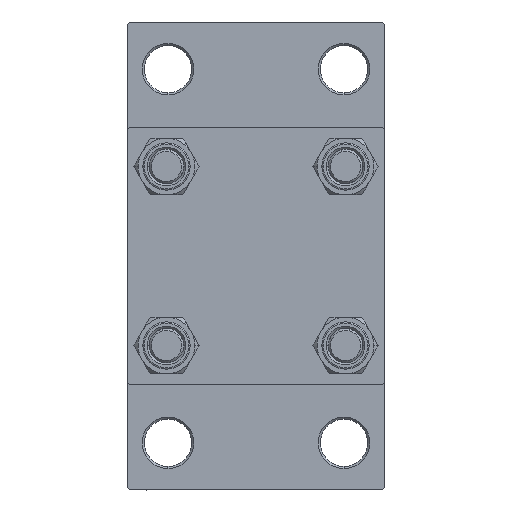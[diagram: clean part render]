
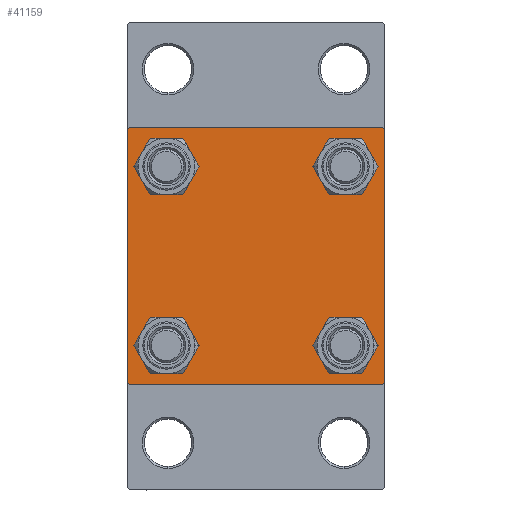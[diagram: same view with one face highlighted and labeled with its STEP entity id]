
A CAD part, left-side view. The second image highlights one B-rep face of the part: STEP entity #41159.
In plain terms, the highlighted planar face has unit normal (-1, 0, 0).
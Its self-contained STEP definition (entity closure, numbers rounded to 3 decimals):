
#1376 = CARTESIAN_POINT ( 'NONE',  ( 0., -29.75, -29.75 ) ) ;
#1925 = AXIS2_PLACEMENT_3D ( 'NONE', #36819, #4057, #18657 ) ;
#2547 = VECTOR ( 'NONE', #44112, 1000. ) ;
#3502 = CIRCLE ( 'NONE', #27170, 4.5 ) ;
#3675 = VERTEX_POINT ( 'NONE', #46034 ) ;
#3738 = CARTESIAN_POINT ( 'NONE',  ( 0., 29.75, -29.75 ) ) ;
#3979 = ORIENTED_EDGE ( 'NONE', *, *, #35316, .T. ) ;
#4057 = DIRECTION ( 'NONE',  ( -1., 0., 0. ) ) ;
#4529 = FACE_BOUND ( 'NONE', #24492, .T. ) ;
#4870 = CARTESIAN_POINT ( 'NONE',  ( 0., 30., 30. ) ) ;
#4963 = EDGE_CURVE ( 'NONE', #3675, #15696, #22704, .T. ) ;
#5825 = ORIENTED_EDGE ( 'NONE', *, *, #4963, .T. ) ;
#6004 = EDGE_LOOP ( 'NONE', ( #5825, #33152 ) ) ;
#6274 = EDGE_CURVE ( 'NONE', #25447, #35181, #20354, .T. ) ;
#6951 = CIRCLE ( 'NONE', #45086, 4.5 ) ;
#7772 = VECTOR ( 'NONE', #28505, 1000. ) ;
#7887 = FACE_BOUND ( 'NONE', #6004, .T. ) ;
#8269 = LINE ( 'NONE', #25977, #37056 ) ;
#8474 = CARTESIAN_POINT ( 'NONE',  ( 0., -20.85, 25.35 ) ) ;
#8664 = EDGE_CURVE ( 'NONE', #45404, #11770, #34121, .T. ) ;
#9861 = CARTESIAN_POINT ( 'NONE',  ( 0., 30., -30. ) ) ;
#9909 = VERTEX_POINT ( 'NONE', #23572 ) ;
#9944 = EDGE_LOOP ( 'NONE', ( #21931, #25124 ) ) ;
#10199 = VERTEX_POINT ( 'NONE', #45224 ) ;
#10944 = DIRECTION ( 'NONE',  ( 0., 0., 1. ) ) ;
#11017 = VERTEX_POINT ( 'NONE', #16094 ) ;
#11764 = DIRECTION ( 'NONE',  ( 0., 0.707, 0.707 ) ) ;
#11770 = VERTEX_POINT ( 'NONE', #37786 ) ;
#11839 = DIRECTION ( 'NONE',  ( 1., 0., 0. ) ) ;
#11959 = DIRECTION ( 'NONE',  ( 1., 0., 0. ) ) ;
#12207 = DIRECTION ( 'NONE',  ( 0., 0., 1. ) ) ;
#12961 = LINE ( 'NONE', #9861, #7772 ) ;
#13654 = DIRECTION ( 'NONE',  ( 0., 0.707, -0.707 ) ) ;
#14779 = VERTEX_POINT ( 'NONE', #31312 ) ;
#14882 = CARTESIAN_POINT ( 'NONE',  ( 0., -20.85, 16.35 ) ) ;
#14897 = LINE ( 'NONE', #37114, #45601 ) ;
#15277 = ORIENTED_EDGE ( 'NONE', *, *, #6274, .T. ) ;
#15696 = VERTEX_POINT ( 'NONE', #31324 ) ;
#16040 = CARTESIAN_POINT ( 'NONE',  ( 0., -20.85, 20.85 ) ) ;
#16094 = CARTESIAN_POINT ( 'NONE',  ( 0., 20.85, 16.35 ) ) ;
#16343 = DIRECTION ( 'NONE',  ( 1., 0., 0. ) ) ;
#16392 = DIRECTION ( 'NONE',  ( 0., 0., -1. ) ) ;
#16922 = CARTESIAN_POINT ( 'NONE',  ( 0., 29.5, 30. ) ) ;
#18055 = EDGE_CURVE ( 'NONE', #43547, #14779, #14897, .T. ) ;
#18112 = ORIENTED_EDGE ( 'NONE', *, *, #40681, .T. ) ;
#18657 = DIRECTION ( 'NONE',  ( 0., 0., 1. ) ) ;
#18733 = CARTESIAN_POINT ( 'NONE',  ( 0., -30., 29.5 ) ) ;
#19013 = LINE ( 'NONE', #4870, #27375 ) ;
#19019 = CARTESIAN_POINT ( 'NONE',  ( 0., 20.85, 20.85 ) ) ;
#19190 = AXIS2_PLACEMENT_3D ( 'NONE', #16040, #11959, #12207 ) ;
#19250 = DIRECTION ( 'NONE',  ( 0., 0., 1. ) ) ;
#19290 = CIRCLE ( 'NONE', #26932, 4.5 ) ;
#19476 = DIRECTION ( 'NONE',  ( 0., -1., 0. ) ) ;
#20337 = ORIENTED_EDGE ( 'NONE', *, *, #41603, .T. ) ;
#20354 = LINE ( 'NONE', #31590, #44895 ) ;
#20467 = LINE ( 'NONE', #27866, #26728 ) ;
#20743 = ORIENTED_EDGE ( 'NONE', *, *, #26150, .T. ) ;
#20803 = VERTEX_POINT ( 'NONE', #21540 ) ;
#21390 = DIRECTION ( 'NONE',  ( 1., 0., 0. ) ) ;
#21540 = CARTESIAN_POINT ( 'NONE',  ( 0., 30., -29.5 ) ) ;
#21796 = ORIENTED_EDGE ( 'NONE', *, *, #8664, .T. ) ;
#21931 = ORIENTED_EDGE ( 'NONE', *, *, #25770, .T. ) ;
#22146 = DIRECTION ( 'NONE',  ( 1., 0., 0. ) ) ;
#22248 = PLANE ( 'NONE',  #1925 ) ;
#22704 = CIRCLE ( 'NONE', #28814, 4.5 ) ;
#23228 = CIRCLE ( 'NONE', #29343, 4.5 ) ;
#23572 = CARTESIAN_POINT ( 'NONE',  ( 0., 20.85, 25.35 ) ) ;
#23617 = CARTESIAN_POINT ( 'NONE',  ( 0., -20.85, -16.35 ) ) ;
#23909 = ORIENTED_EDGE ( 'NONE', *, *, #24050, .F. ) ;
#24050 = EDGE_CURVE ( 'NONE', #43547, #11770, #20467, .T. ) ;
#24479 = CARTESIAN_POINT ( 'NONE',  ( 0., 20.85, -20.85 ) ) ;
#24492 = EDGE_LOOP ( 'NONE', ( #20337, #29264 ) ) ;
#25124 = ORIENTED_EDGE ( 'NONE', *, *, #33267, .T. ) ;
#25205 = CARTESIAN_POINT ( 'NONE',  ( 0., 20.85, -20.85 ) ) ;
#25266 = CIRCLE ( 'NONE', #30586, 4.5 ) ;
#25447 = VERTEX_POINT ( 'NONE', #16922 ) ;
#25770 = EDGE_CURVE ( 'NONE', #33426, #39537, #25266, .T. ) ;
#25977 = CARTESIAN_POINT ( 'NONE',  ( 0., 30., 30. ) ) ;
#26150 = EDGE_CURVE ( 'NONE', #32727, #31524, #38255, .T. ) ;
#26293 = FACE_BOUND ( 'NONE', #9944, .T. ) ;
#26437 = LINE ( 'NONE', #3738, #2547 ) ;
#26728 = VECTOR ( 'NONE', #16392, 1000. ) ;
#26932 = AXIS2_PLACEMENT_3D ( 'NONE', #44388, #28897, #10944 ) ;
#27170 = AXIS2_PLACEMENT_3D ( 'NONE', #19019, #30006, #19250 ) ;
#27375 = VECTOR ( 'NONE', #19476, 1000. ) ;
#27437 = DIRECTION ( 'NONE',  ( 0., -0.707, 0.707 ) ) ;
#27866 = CARTESIAN_POINT ( 'NONE',  ( 0., -30., 30. ) ) ;
#28505 = DIRECTION ( 'NONE',  ( 0., -1., 0. ) ) ;
#28814 = AXIS2_PLACEMENT_3D ( 'NONE', #25205, #21390, #32368 ) ;
#28897 = DIRECTION ( 'NONE',  ( 1., 0., 0. ) ) ;
#29032 = EDGE_CURVE ( 'NONE', #10199, #45404, #12961, .T. ) ;
#29264 = ORIENTED_EDGE ( 'NONE', *, *, #37910, .T. ) ;
#29343 = AXIS2_PLACEMENT_3D ( 'NONE', #36944, #22146, #44335 ) ;
#29842 = EDGE_CURVE ( 'NONE', #31524, #32727, #6951, .T. ) ;
#30006 = DIRECTION ( 'NONE',  ( 1., 0., 0. ) ) ;
#30262 = DIRECTION ( 'NONE',  ( 0., 0., 1. ) ) ;
#30586 = AXIS2_PLACEMENT_3D ( 'NONE', #44577, #11839, #30262 ) ;
#30926 = DIRECTION ( 'NONE',  ( 0., 0., 1. ) ) ;
#31121 = AXIS2_PLACEMENT_3D ( 'NONE', #24479, #16343, #30926 ) ;
#31240 = VECTOR ( 'NONE', #27437, 1000. ) ;
#31312 = CARTESIAN_POINT ( 'NONE',  ( 0., -29.5, 30. ) ) ;
#31324 = CARTESIAN_POINT ( 'NONE',  ( 0., 20.85, -25.35 ) ) ;
#31524 = VERTEX_POINT ( 'NONE', #14882 ) ;
#31590 = CARTESIAN_POINT ( 'NONE',  ( 0., 29.75, 29.75 ) ) ;
#32062 = ORIENTED_EDGE ( 'NONE', *, *, #18055, .T. ) ;
#32214 = DIRECTION ( 'NONE',  ( 1., 0., 0. ) ) ;
#32368 = DIRECTION ( 'NONE',  ( 0., 0., 1. ) ) ;
#32727 = VERTEX_POINT ( 'NONE', #8474 ) ;
#32761 = ORIENTED_EDGE ( 'NONE', *, *, #46736, .F. ) ;
#32914 = DIRECTION ( 'NONE',  ( 0., 0., 1. ) ) ;
#33152 = ORIENTED_EDGE ( 'NONE', *, *, #45883, .T. ) ;
#33267 = EDGE_CURVE ( 'NONE', #39537, #33426, #19290, .T. ) ;
#33426 = VERTEX_POINT ( 'NONE', #23617 ) ;
#34121 = LINE ( 'NONE', #1376, #31240 ) ;
#34124 = CARTESIAN_POINT ( 'NONE',  ( 0., -20.85, -25.35 ) ) ;
#34167 = FACE_OUTER_BOUND ( 'NONE', #39148, .T. ) ;
#35181 = VERTEX_POINT ( 'NONE', #37077 ) ;
#35316 = EDGE_CURVE ( 'NONE', #20803, #10199, #26437, .T. ) ;
#36819 = CARTESIAN_POINT ( 'NONE',  ( 0., 0., 0. ) ) ;
#36944 = CARTESIAN_POINT ( 'NONE',  ( 0., 20.85, 20.85 ) ) ;
#37056 = VECTOR ( 'NONE', #41011, 1000. ) ;
#37077 = CARTESIAN_POINT ( 'NONE',  ( 0., 30., 29.5 ) ) ;
#37114 = CARTESIAN_POINT ( 'NONE',  ( 0., -29.75, 29.75 ) ) ;
#37786 = CARTESIAN_POINT ( 'NONE',  ( 0., -30., -29.5 ) ) ;
#37910 = EDGE_CURVE ( 'NONE', #11017, #9909, #23228, .T. ) ;
#37955 = ORIENTED_EDGE ( 'NONE', *, *, #29842, .T. ) ;
#38255 = CIRCLE ( 'NONE', #19190, 4.5 ) ;
#39148 = EDGE_LOOP ( 'NONE', ( #18112, #3979, #43641, #21796, #23909, #32062, #32761, #15277 ) ) ;
#39537 = VERTEX_POINT ( 'NONE', #34124 ) ;
#39821 = EDGE_LOOP ( 'NONE', ( #20743, #37955 ) ) ;
#40681 = EDGE_CURVE ( 'NONE', #35181, #20803, #8269, .T. ) ;
#41011 = DIRECTION ( 'NONE',  ( 0., 0., -1. ) ) ;
#41159 = ADVANCED_FACE ( 'NONE', ( #44912, #26293, #7887, #4529, #34167 ), #22248, .T. ) ;
#41603 = EDGE_CURVE ( 'NONE', #9909, #11017, #3502, .T. ) ;
#43547 = VERTEX_POINT ( 'NONE', #18733 ) ;
#43641 = ORIENTED_EDGE ( 'NONE', *, *, #29032, .T. ) ;
#44112 = DIRECTION ( 'NONE',  ( 0., -0.707, -0.707 ) ) ;
#44335 = DIRECTION ( 'NONE',  ( 0., 0., 1. ) ) ;
#44388 = CARTESIAN_POINT ( 'NONE',  ( 0., -20.85, -20.85 ) ) ;
#44577 = CARTESIAN_POINT ( 'NONE',  ( 0., -20.85, -20.85 ) ) ;
#44895 = VECTOR ( 'NONE', #13654, 1000. ) ;
#44912 = FACE_BOUND ( 'NONE', #39821, .T. ) ;
#45086 = AXIS2_PLACEMENT_3D ( 'NONE', #46543, #32214, #32914 ) ;
#45224 = CARTESIAN_POINT ( 'NONE',  ( 0., 29.5, -30. ) ) ;
#45404 = VERTEX_POINT ( 'NONE', #46021 ) ;
#45601 = VECTOR ( 'NONE', #11764, 1000. ) ;
#45883 = EDGE_CURVE ( 'NONE', #15696, #3675, #46392, .T. ) ;
#46021 = CARTESIAN_POINT ( 'NONE',  ( 0., -29.5, -30. ) ) ;
#46034 = CARTESIAN_POINT ( 'NONE',  ( 0., 20.85, -16.35 ) ) ;
#46392 = CIRCLE ( 'NONE', #31121, 4.5 ) ;
#46543 = CARTESIAN_POINT ( 'NONE',  ( 0., -20.85, 20.85 ) ) ;
#46736 = EDGE_CURVE ( 'NONE', #25447, #14779, #19013, .T. ) ;
